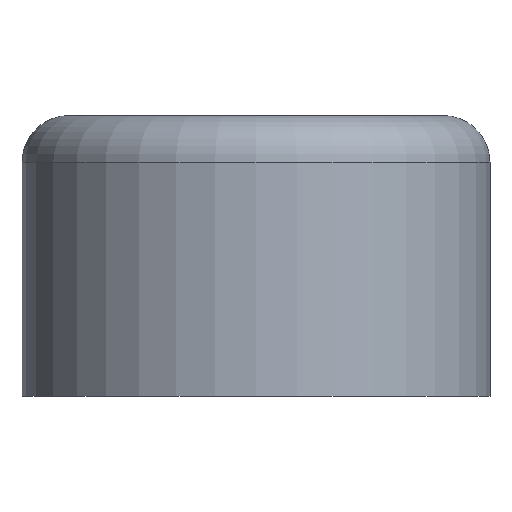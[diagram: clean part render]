
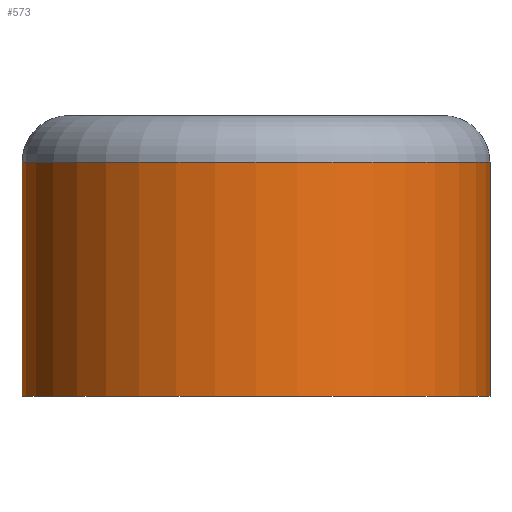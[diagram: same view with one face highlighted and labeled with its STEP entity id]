
A CAD part, front view. The second image highlights one B-rep face of the part: STEP entity #573.
In plain terms, the highlighted cylindrical face has radius 5 mm (diameter 10 mm), a partial arc.
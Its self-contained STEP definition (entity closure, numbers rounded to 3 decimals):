
#10 = CARTESIAN_POINT ( 'NONE',  ( 0., 0., 0. ) ) ;
#20 = CARTESIAN_POINT ( 'NONE',  ( 5., 0., 5. ) ) ;
#29 = AXIS2_PLACEMENT_3D ( 'NONE', #182, #178, #749 ) ;
#32 = CIRCLE ( 'NONE', #71, 5. ) ;
#69 = DIRECTION ( 'NONE',  ( 0., 0., 1. ) ) ;
#71 = AXIS2_PLACEMENT_3D ( 'NONE', #10, #69, #782 ) ;
#75 = CARTESIAN_POINT ( 'NONE',  ( -5., 0., 0. ) ) ;
#79 = CARTESIAN_POINT ( 'NONE',  ( 5., 0., 6. ) ) ;
#88 = VERTEX_POINT ( 'NONE', #20 ) ;
#113 = DIRECTION ( 'NONE',  ( 0., 0., -1. ) ) ;
#122 = VERTEX_POINT ( 'NONE', #209 ) ;
#123 = DIRECTION ( 'NONE',  ( 1., 0., 0. ) ) ;
#178 = DIRECTION ( 'NONE',  ( 0., 0., -1. ) ) ;
#182 = CARTESIAN_POINT ( 'NONE',  ( 0., 0., 6. ) ) ;
#209 = CARTESIAN_POINT ( 'NONE',  ( -5., 0., 5. ) ) ;
#243 = AXIS2_PLACEMENT_3D ( 'NONE', #380, #113, #123 ) ;
#299 = CYLINDRICAL_SURFACE ( 'NONE', #29, 5. ) ;
#303 = VERTEX_POINT ( 'NONE', #75 ) ;
#305 = EDGE_CURVE ( 'NONE', #303, #763, #32, .T. ) ;
#341 = LINE ( 'NONE', #79, #738 ) ;
#358 = DIRECTION ( 'NONE',  ( 0., 0., -1. ) ) ;
#380 = CARTESIAN_POINT ( 'NONE',  ( 0., 0., 5. ) ) ;
#388 = ORIENTED_EDGE ( 'NONE', *, *, #673, .F. ) ;
#480 = ORIENTED_EDGE ( 'NONE', *, *, #682, .T. ) ;
#510 = CARTESIAN_POINT ( 'NONE',  ( 5., 0., 0. ) ) ;
#533 = LINE ( 'NONE', #786, #671 ) ;
#543 = ORIENTED_EDGE ( 'NONE', *, *, #305, .T. ) ;
#573 = ADVANCED_FACE ( 'NONE', ( #619 ), #299, .T. ) ;
#596 = DIRECTION ( 'NONE',  ( 0., 0., -1. ) ) ;
#602 = CIRCLE ( 'NONE', #243, 5. ) ;
#615 = ORIENTED_EDGE ( 'NONE', *, *, #788, .T. ) ;
#619 = FACE_OUTER_BOUND ( 'NONE', #679, .T. ) ;
#671 = VECTOR ( 'NONE', #358, 1000. ) ;
#673 = EDGE_CURVE ( 'NONE', #88, #763, #341, .T. ) ;
#679 = EDGE_LOOP ( 'NONE', ( #388, #615, #480, #543 ) ) ;
#682 = EDGE_CURVE ( 'NONE', #122, #303, #533, .T. ) ;
#738 = VECTOR ( 'NONE', #596, 1000. ) ;
#749 = DIRECTION ( 'NONE',  ( -1., 0., 0. ) ) ;
#763 = VERTEX_POINT ( 'NONE', #510 ) ;
#782 = DIRECTION ( 'NONE',  ( 1., 0., 0. ) ) ;
#786 = CARTESIAN_POINT ( 'NONE',  ( -5., 0., 6. ) ) ;
#788 = EDGE_CURVE ( 'NONE', #88, #122, #602, .T. ) ;
